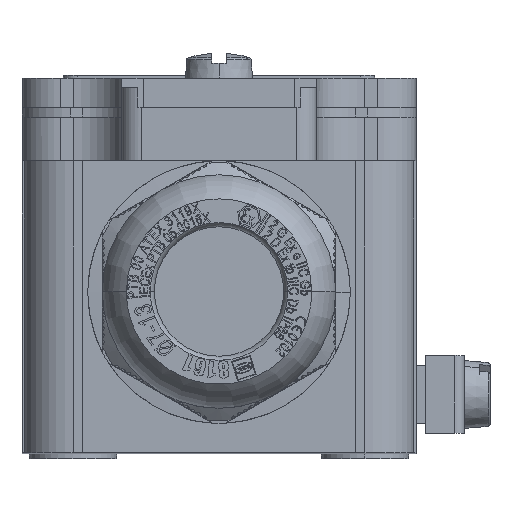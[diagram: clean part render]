
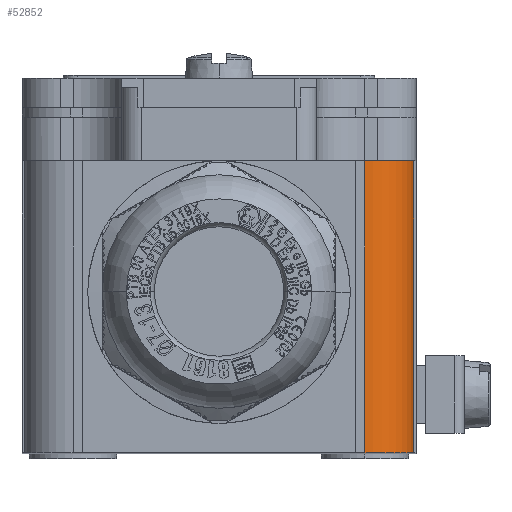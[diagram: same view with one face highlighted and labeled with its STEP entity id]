
A CAD part, top view. The second image highlights one B-rep face of the part: STEP entity #52852.
In plain terms, the highlighted cylindrical face has radius 5 mm (diameter 10 mm), a partial arc.
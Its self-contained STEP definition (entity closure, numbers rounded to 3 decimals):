
#3029 = CARTESIAN_POINT ( 'NONE',  ( 15., 30., 70.5 ) ) ;
#5342 = EDGE_LOOP ( 'NONE', ( #59446, #67894, #71615, #16112 ) ) ;
#7048 = CARTESIAN_POINT ( 'NONE',  ( 20., 0., 70.5 ) ) ;
#9846 = AXIS2_PLACEMENT_3D ( 'NONE', #3029, #65281, #11964 ) ;
#11964 = DIRECTION ( 'NONE',  ( 0., 0., -1. ) ) ;
#15063 = VERTEX_POINT ( 'NONE', #22431 ) ;
#16112 = ORIENTED_EDGE ( 'NONE', *, *, #73091, .T. ) ;
#22223 = AXIS2_PLACEMENT_3D ( 'NONE', #44615, #106818, #53602 ) ;
#22431 = CARTESIAN_POINT ( 'NONE',  ( 15., 30., 75.5 ) ) ;
#33653 = VERTEX_POINT ( 'NONE', #52270 ) ;
#33970 = DIRECTION ( 'NONE',  ( 0., 1., 0. ) ) ;
#34560 = EDGE_CURVE ( 'NONE', #33653, #15063, #76079, .T. ) ;
#35034 = CARTESIAN_POINT ( 'NONE',  ( 15., 0., 75.5 ) ) ;
#38541 = FACE_OUTER_BOUND ( 'NONE', #5342, .T. ) ;
#44615 = CARTESIAN_POINT ( 'NONE',  ( 15., 0., 70.5 ) ) ;
#45407 = EDGE_CURVE ( 'NONE', #81238, #50158, #113084, .T. ) ;
#48859 = LINE ( 'NONE', #35034, #96079 ) ;
#50158 = VERTEX_POINT ( 'NONE', #71853 ) ;
#52270 = CARTESIAN_POINT ( 'NONE',  ( 20., 30., 70.5 ) ) ;
#52852 = ADVANCED_FACE ( 'NONE', ( #38541 ), #106646, .T. ) ;
#53602 = DIRECTION ( 'NONE',  ( 0., 0., -1. ) ) ;
#55144 = CARTESIAN_POINT ( 'NONE',  ( 20., 0., 70.5 ) ) ;
#59446 = ORIENTED_EDGE ( 'NONE', *, *, #34560, .T. ) ;
#65281 = DIRECTION ( 'NONE',  ( 0., -1., 0. ) ) ;
#67894 = ORIENTED_EDGE ( 'NONE', *, *, #90646, .F. ) ;
#69707 = VECTOR ( 'NONE', #33970, 1000. ) ;
#71615 = ORIENTED_EDGE ( 'NONE', *, *, #45407, .F. ) ;
#71853 = CARTESIAN_POINT ( 'NONE',  ( 15., 0., 75.5 ) ) ;
#73091 = EDGE_CURVE ( 'NONE', #81238, #33653, #93320, .T. ) ;
#76079 = CIRCLE ( 'NONE', #9846, 5. ) ;
#78631 = DIRECTION ( 'NONE',  ( 0., 1., 0. ) ) ;
#81238 = VERTEX_POINT ( 'NONE', #55144 ) ;
#90646 = EDGE_CURVE ( 'NONE', #50158, #15063, #48859, .T. ) ;
#93320 = LINE ( 'NONE', #7048, #69707 ) ;
#96079 = VECTOR ( 'NONE', #97148, 1000. ) ;
#97148 = DIRECTION ( 'NONE',  ( 0., 1., 0. ) ) ;
#100048 = AXIS2_PLACEMENT_3D ( 'NONE', #114048, #78631, #104311 ) ;
#104311 = DIRECTION ( 'NONE',  ( 0., 0., 1. ) ) ;
#106646 = CYLINDRICAL_SURFACE ( 'NONE', #100048, 5. ) ;
#106818 = DIRECTION ( 'NONE',  ( 0., -1., 0. ) ) ;
#113084 = CIRCLE ( 'NONE', #22223, 5. ) ;
#114048 = CARTESIAN_POINT ( 'NONE',  ( 15., 0., 70.5 ) ) ;
